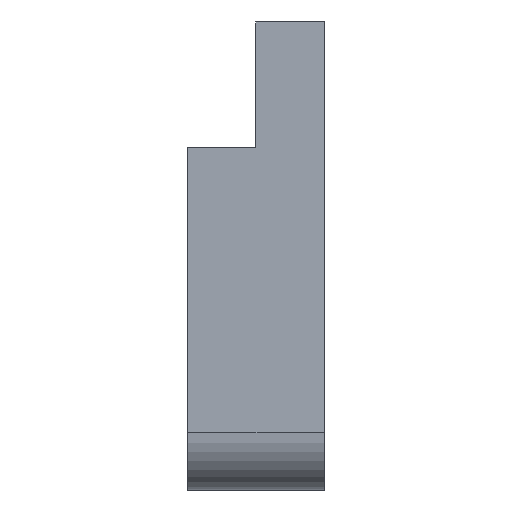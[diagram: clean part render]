
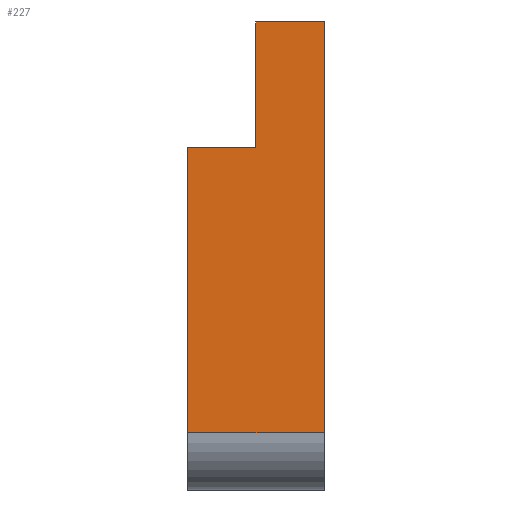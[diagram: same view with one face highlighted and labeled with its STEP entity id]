
A CAD part, left-side view. The second image highlights one B-rep face of the part: STEP entity #227.
In plain terms, the highlighted planar face has unit normal (-1, 0, 0).
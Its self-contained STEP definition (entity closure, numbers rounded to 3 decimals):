
#37=FACE_OUTER_BOUND('',#51,.T.);
#51=EDGE_LOOP('',(#183,#184,#185,#186,#187,#188));
#62=LINE('',#340,#84);
#70=LINE('',#356,#92);
#72=LINE('',#364,#94);
#73=LINE('',#370,#95);
#75=LINE('',#376,#97);
#76=LINE('',#378,#98);
#84=VECTOR('',#274,10.);
#92=VECTOR('',#286,10.);
#94=VECTOR('',#294,10.);
#95=VECTOR('',#301,10.);
#97=VECTOR('',#307,10.);
#98=VECTOR('',#310,10.);
#104=VERTEX_POINT('',#334);
#106=VERTEX_POINT('',#338);
#111=VERTEX_POINT('',#352);
#112=VERTEX_POINT('',#354);
#115=VERTEX_POINT('',#362);
#119=VERTEX_POINT('',#374);
#126=EDGE_CURVE('',#104,#106,#62,.T.);
#134=EDGE_CURVE('',#111,#112,#70,.T.);
#138=EDGE_CURVE('',#115,#112,#72,.T.);
#141=EDGE_CURVE('',#111,#106,#73,.T.);
#144=EDGE_CURVE('',#119,#115,#75,.T.);
#145=EDGE_CURVE('',#119,#104,#76,.T.);
#183=ORIENTED_EDGE('',*,*,#126,.T.);
#184=ORIENTED_EDGE('',*,*,#141,.F.);
#185=ORIENTED_EDGE('',*,*,#134,.T.);
#186=ORIENTED_EDGE('',*,*,#138,.F.);
#187=ORIENTED_EDGE('',*,*,#144,.F.);
#188=ORIENTED_EDGE('',*,*,#145,.T.);
#218=PLANE('',#258);
#227=ADVANCED_FACE('',(#37),#218,.T.);
#258=AXIS2_PLACEMENT_3D('',#377,#308,#309);
#274=DIRECTION('',(0.,1.,0.));
#286=DIRECTION('',(0.,1.,0.));
#294=DIRECTION('',(0.,0.,1.));
#301=DIRECTION('',(0.,0.,1.));
#307=DIRECTION('',(0.,1.,0.));
#308=DIRECTION('center_axis',(-1.,0.,0.));
#309=DIRECTION('ref_axis',(0.,0.,1.));
#310=DIRECTION('',(0.,0.,1.));
#334=CARTESIAN_POINT('',(0.,0.,-59.));
#338=CARTESIAN_POINT('',(0.,3.,-59.));
#340=CARTESIAN_POINT('',(0.,1.5,-59.));
#352=CARTESIAN_POINT('',(0.,3.,-64.5));
#354=CARTESIAN_POINT('',(0.,6.,-64.5));
#356=CARTESIAN_POINT('',(0.,3.,-64.5));
#362=CARTESIAN_POINT('',(0.,6.,-77.));
#364=CARTESIAN_POINT('',(0.,6.,-77.));
#370=CARTESIAN_POINT('',(0.,3.,-79.5));
#374=CARTESIAN_POINT('',(0.,0.,-77.));
#376=CARTESIAN_POINT('',(0.,0.,-77.));
#377=CARTESIAN_POINT('Origin',(0.,0.,-79.5));
#378=CARTESIAN_POINT('',(0.,0.,-79.5));
